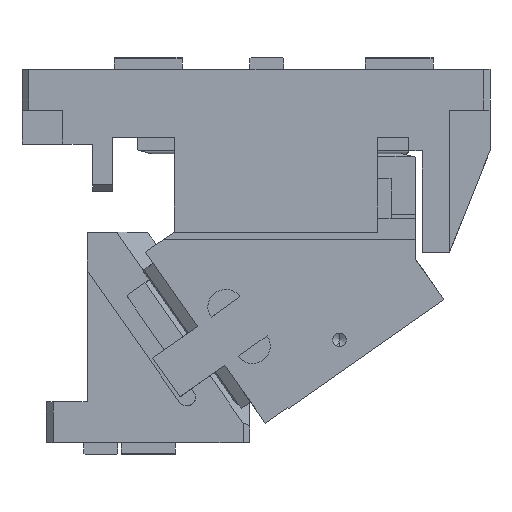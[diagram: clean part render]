
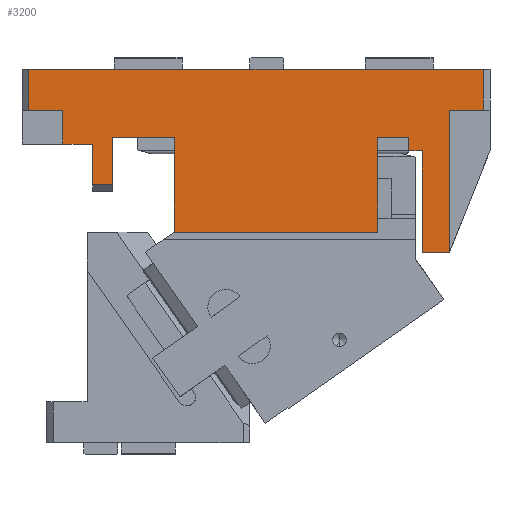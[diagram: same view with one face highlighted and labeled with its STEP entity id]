
A CAD part, front view. The second image highlights one B-rep face of the part: STEP entity #3200.
In plain terms, the highlighted planar face has unit normal (0, -1, 0).
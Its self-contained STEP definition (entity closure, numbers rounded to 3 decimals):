
#1810=CARTESIAN_POINT('Vertex',(52.07,-55.,-84.999)) ;
#1813=CARTESIAN_POINT('Line Origine',(52.07,-55.,-70.)) ;
#1817=CARTESIAN_POINT('Vertex',(52.07,-55.,-55.)) ;
#1843=CARTESIAN_POINT('Vertex',(67.07,-55.,-84.999)) ;
#1846=CARTESIAN_POINT('Line Origine',(59.57,-55.,-84.999)) ;
#1867=CARTESIAN_POINT('Vertex',(67.07,-55.,-49.999)) ;
#1870=CARTESIAN_POINT('Line Origine',(67.07,-55.,-67.499)) ;
#1929=CARTESIAN_POINT('Line Origine',(187.07,-55.,-119.999)) ;
#1933=CARTESIAN_POINT('Vertex',(262.07,-55.,-119.999)) ;
#1935=CARTESIAN_POINT('Vertex',(112.07,-55.,-119.999)) ;
#1973=CARTESIAN_POINT('Vertex',(262.07,-55.,-49.999)) ;
#1976=CARTESIAN_POINT('Line Origine',(262.07,-55.,-84.999)) ;
#2211=CARTESIAN_POINT('Vertex',(285.07,-55.,-59.999)) ;
#2214=CARTESIAN_POINT('Line Origine',(285.07,-55.,-54.999)) ;
#2218=CARTESIAN_POINT('Vertex',(285.07,-55.,-49.999)) ;
#2440=CARTESIAN_POINT('Vertex',(340.,-55.,-30.)) ;
#2454=CARTESIAN_POINT('Vertex',(340.,-55.,0.)) ;
#2457=CARTESIAN_POINT('Line Origine',(340.,-55.,-15.)) ;
#2654=CARTESIAN_POINT('Line Origine',(327.5,-55.,-30.)) ;
#2658=CARTESIAN_POINT('Vertex',(315.,-55.,-30.)) ;
#3049=CARTESIAN_POINT('Line Origine',(315.,-55.,-82.5)) ;
#3053=CARTESIAN_POINT('Vertex',(315.,-55.,-135.)) ;
#3073=CARTESIAN_POINT('Line Origine',(305.035,-55.,-135.)) ;
#3077=CARTESIAN_POINT('Vertex',(295.07,-55.,-135.)) ;
#3099=CARTESIAN_POINT('Line Origine',(295.07,-55.,-97.5)) ;
#3103=CARTESIAN_POINT('Vertex',(295.07,-55.,-59.999)) ;
#3118=CARTESIAN_POINT('Axis2P3D Location',(0.,-55.,0.)) ;
#3123=CARTESIAN_POINT('Line Origine',(172.5,-55.,0.)) ;
#3127=CARTESIAN_POINT('Vertex',(5.,-55.,0.)) ;
#3130=CARTESIAN_POINT('Line Origine',(5.,-55.,-15.)) ;
#3134=CARTESIAN_POINT('Vertex',(5.,-55.,-30.)) ;
#3137=CARTESIAN_POINT('Line Origine',(17.5,-55.,-30.)) ;
#3141=CARTESIAN_POINT('Vertex',(30.,-55.,-30.)) ;
#3144=CARTESIAN_POINT('Line Origine',(30.,-55.,-42.5)) ;
#3148=CARTESIAN_POINT('Vertex',(30.,-55.,-55.)) ;
#3151=CARTESIAN_POINT('Line Origine',(41.035,-55.,-55.)) ;
#3156=CARTESIAN_POINT('Line Origine',(89.57,-55.,-49.999)) ;
#3160=CARTESIAN_POINT('Vertex',(112.07,-55.,-49.999)) ;
#3163=CARTESIAN_POINT('Line Origine',(112.07,-55.,-84.999)) ;
#3168=CARTESIAN_POINT('Line Origine',(273.57,-55.,-49.999)) ;
#3173=CARTESIAN_POINT('Line Origine',(290.07,-55.,-59.999)) ;
#1814=DIRECTION('Vector Direction',(0.,0.,1.)) ;
#1847=DIRECTION('Vector Direction',(1.,0.,0.)) ;
#1871=DIRECTION('Vector Direction',(0.,0.,1.)) ;
#1930=DIRECTION('Vector Direction',(-1.,0.,0.)) ;
#1977=DIRECTION('Vector Direction',(0.,0.,-1.)) ;
#2215=DIRECTION('Vector Direction',(0.,0.,-1.)) ;
#2458=DIRECTION('Vector Direction',(0.,0.,-1.)) ;
#2655=DIRECTION('Vector Direction',(-1.,0.,0.)) ;
#3050=DIRECTION('Vector Direction',(0.,0.,-1.)) ;
#3074=DIRECTION('Vector Direction',(1.,0.,0.)) ;
#3100=DIRECTION('Vector Direction',(0.,0.,-1.)) ;
#3119=DIRECTION('Axis2P3D Direction',(0.,-1.,0.)) ;
#3120=DIRECTION('Axis2P3D XDirection',(0.,0.,-1.)) ;
#3124=DIRECTION('Vector Direction',(1.,0.,0.)) ;
#3131=DIRECTION('Vector Direction',(0.,0.,-1.)) ;
#3138=DIRECTION('Vector Direction',(1.,0.,0.)) ;
#3145=DIRECTION('Vector Direction',(0.,0.,-1.)) ;
#3152=DIRECTION('Vector Direction',(1.,0.,0.)) ;
#3157=DIRECTION('Vector Direction',(1.,0.,0.)) ;
#3164=DIRECTION('Vector Direction',(0.,0.,1.)) ;
#3169=DIRECTION('Vector Direction',(1.,0.,0.)) ;
#3174=DIRECTION('Vector Direction',(1.,0.,0.)) ;
#3121=AXIS2_PLACEMENT_3D('Plane Axis2P3D',#3118,#3119,#3120) ;
#3179=ORIENTED_EDGE('',*,*,#3079,.T.) ;
#3180=ORIENTED_EDGE('',*,*,#3055,.F.) ;
#3181=ORIENTED_EDGE('',*,*,#2660,.F.) ;
#3182=ORIENTED_EDGE('',*,*,#2461,.F.) ;
#3183=ORIENTED_EDGE('',*,*,#3129,.F.) ;
#3184=ORIENTED_EDGE('',*,*,#3136,.T.) ;
#3185=ORIENTED_EDGE('',*,*,#3143,.T.) ;
#3186=ORIENTED_EDGE('',*,*,#3150,.T.) ;
#3187=ORIENTED_EDGE('',*,*,#3155,.T.) ;
#3188=ORIENTED_EDGE('',*,*,#1819,.F.) ;
#3189=ORIENTED_EDGE('',*,*,#1850,.T.) ;
#3190=ORIENTED_EDGE('',*,*,#1874,.T.) ;
#3191=ORIENTED_EDGE('',*,*,#3162,.T.) ;
#3192=ORIENTED_EDGE('',*,*,#3167,.F.) ;
#3193=ORIENTED_EDGE('',*,*,#1937,.F.) ;
#3194=ORIENTED_EDGE('',*,*,#1980,.F.) ;
#3195=ORIENTED_EDGE('',*,*,#3172,.T.) ;
#3196=ORIENTED_EDGE('',*,*,#2220,.T.) ;
#3197=ORIENTED_EDGE('',*,*,#3177,.T.) ;
#3198=ORIENTED_EDGE('',*,*,#3105,.T.) ;
#1815=VECTOR('Line Direction',#1814,1.) ;
#1848=VECTOR('Line Direction',#1847,1.) ;
#1872=VECTOR('Line Direction',#1871,1.) ;
#1931=VECTOR('Line Direction',#1930,1.) ;
#1978=VECTOR('Line Direction',#1977,1.) ;
#2216=VECTOR('Line Direction',#2215,1.) ;
#2459=VECTOR('Line Direction',#2458,1.) ;
#2656=VECTOR('Line Direction',#2655,1.) ;
#3051=VECTOR('Line Direction',#3050,1.) ;
#3075=VECTOR('Line Direction',#3074,1.) ;
#3101=VECTOR('Line Direction',#3100,1.) ;
#3125=VECTOR('Line Direction',#3124,1.) ;
#3132=VECTOR('Line Direction',#3131,1.) ;
#3139=VECTOR('Line Direction',#3138,1.) ;
#3146=VECTOR('Line Direction',#3145,1.) ;
#3153=VECTOR('Line Direction',#3152,1.) ;
#3158=VECTOR('Line Direction',#3157,1.) ;
#3165=VECTOR('Line Direction',#3164,1.) ;
#3170=VECTOR('Line Direction',#3169,1.) ;
#3175=VECTOR('Line Direction',#3174,1.) ;
#3200=ADVANCED_FACE('CAM HOLDER',(#3199),#3122,.T.) ;
#1819=EDGE_CURVE('',#1811,#1818,#1816,.T.) ;
#1850=EDGE_CURVE('',#1811,#1844,#1849,.T.) ;
#1874=EDGE_CURVE('',#1844,#1868,#1873,.T.) ;
#1937=EDGE_CURVE('',#1934,#1936,#1932,.T.) ;
#1980=EDGE_CURVE('',#1974,#1934,#1979,.T.) ;
#2220=EDGE_CURVE('',#2219,#2212,#2217,.T.) ;
#2461=EDGE_CURVE('',#2455,#2441,#2460,.T.) ;
#2660=EDGE_CURVE('',#2441,#2659,#2657,.T.) ;
#3055=EDGE_CURVE('',#2659,#3054,#3052,.T.) ;
#3079=EDGE_CURVE('',#3078,#3054,#3076,.T.) ;
#3105=EDGE_CURVE('',#3104,#3078,#3102,.T.) ;
#3129=EDGE_CURVE('',#3128,#2455,#3126,.T.) ;
#3136=EDGE_CURVE('',#3128,#3135,#3133,.T.) ;
#3143=EDGE_CURVE('',#3135,#3142,#3140,.T.) ;
#3150=EDGE_CURVE('',#3142,#3149,#3147,.T.) ;
#3155=EDGE_CURVE('',#3149,#1818,#3154,.T.) ;
#3162=EDGE_CURVE('',#1868,#3161,#3159,.T.) ;
#3167=EDGE_CURVE('',#1936,#3161,#3166,.T.) ;
#3172=EDGE_CURVE('',#1974,#2219,#3171,.T.) ;
#3177=EDGE_CURVE('',#2212,#3104,#3176,.T.) ;
#3178=EDGE_LOOP('',(#3179,#3180,#3181,#3182,#3183,#3184,#3185,#3186,#3187,#3188,#3189,#3190,#3191,#3192,#3193,#3194,#3195,#3196,#3197,#3198)) ;
#3199=FACE_OUTER_BOUND('',#3178,.T.) ;
#1816=LINE('Line',#1813,#1815) ;
#1849=LINE('Line',#1846,#1848) ;
#1873=LINE('Line',#1870,#1872) ;
#1932=LINE('Line',#1929,#1931) ;
#1979=LINE('Line',#1976,#1978) ;
#2217=LINE('Line',#2214,#2216) ;
#2460=LINE('Line',#2457,#2459) ;
#2657=LINE('Line',#2654,#2656) ;
#3052=LINE('Line',#3049,#3051) ;
#3076=LINE('Line',#3073,#3075) ;
#3102=LINE('Line',#3099,#3101) ;
#3126=LINE('Line',#3123,#3125) ;
#3133=LINE('Line',#3130,#3132) ;
#3140=LINE('Line',#3137,#3139) ;
#3147=LINE('Line',#3144,#3146) ;
#3154=LINE('Line',#3151,#3153) ;
#3159=LINE('Line',#3156,#3158) ;
#3166=LINE('Line',#3163,#3165) ;
#3171=LINE('Line',#3168,#3170) ;
#3176=LINE('Line',#3173,#3175) ;
#3122=PLANE('Plane',#3121) ;
#1811=VERTEX_POINT('',#1810) ;
#1818=VERTEX_POINT('',#1817) ;
#1844=VERTEX_POINT('',#1843) ;
#1868=VERTEX_POINT('',#1867) ;
#1934=VERTEX_POINT('',#1933) ;
#1936=VERTEX_POINT('',#1935) ;
#1974=VERTEX_POINT('',#1973) ;
#2212=VERTEX_POINT('',#2211) ;
#2219=VERTEX_POINT('',#2218) ;
#2441=VERTEX_POINT('',#2440) ;
#2455=VERTEX_POINT('',#2454) ;
#2659=VERTEX_POINT('',#2658) ;
#3054=VERTEX_POINT('',#3053) ;
#3078=VERTEX_POINT('',#3077) ;
#3104=VERTEX_POINT('',#3103) ;
#3128=VERTEX_POINT('',#3127) ;
#3135=VERTEX_POINT('',#3134) ;
#3142=VERTEX_POINT('',#3141) ;
#3149=VERTEX_POINT('',#3148) ;
#3161=VERTEX_POINT('',#3160) ;
